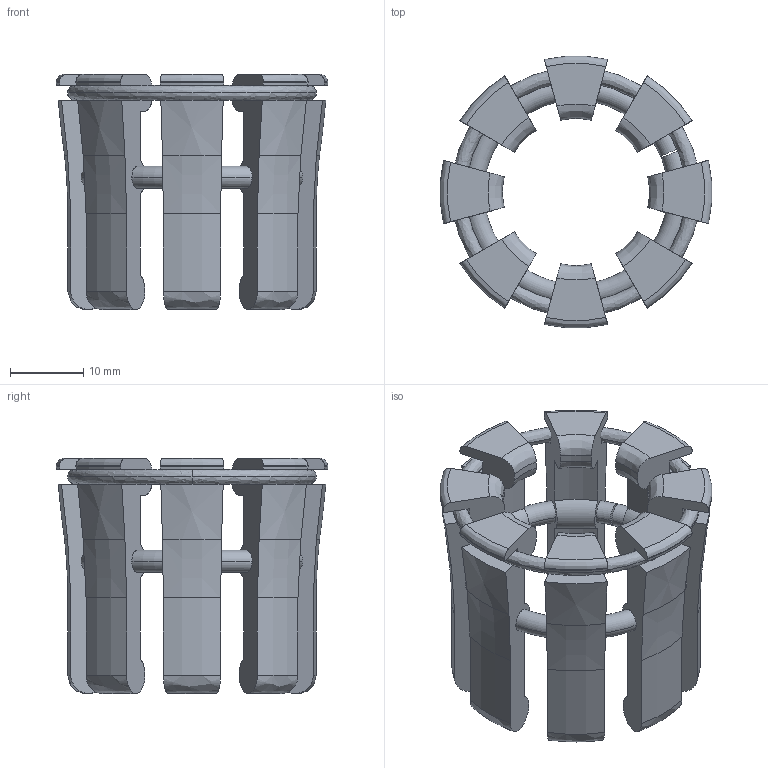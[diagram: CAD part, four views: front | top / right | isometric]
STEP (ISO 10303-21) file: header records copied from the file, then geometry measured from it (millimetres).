
FILE_DESCRIPTION (( 'STEP AP203' ), '1' );
FILE_NAME ('Spannsegment_1.STEP', '2013-02-27T19:13:20', ( 'hr' ), ( '' ), 'SwSTEP 2.0', 'SolidWorks 2011', '' );
FILE_SCHEMA (( 'CONFIG_CONTROL_DESIGN' ));
Length unit declared in the file: millimetre
Products named in the file (1): Spannsegment_1
Bounding box: 36.96 x 36.96 x 32 mm (x, y, z)
Volume: 8481.7 mm3; surface area: 7824.1 mm2
Topology: 2 solids, 2 shells, 184 faces, 494 edges, 328 vertices
Faces by surface type: bspline 52, plane 50, cylinder 48, torus 18, cone 16
Entity records: 8357 total; most frequent: CARTESIAN_POINT 4189, ORIENTED_EDGE 988, DIRECTION 686, EDGE_CURVE 494, VERTEX_POINT 328, AXIS2_PLACEMENT_3D 267, EDGE_LOOP 200, FACE_OUTER_BOUND 184
